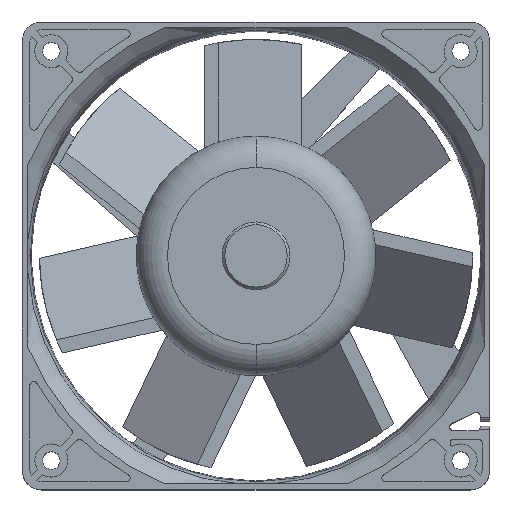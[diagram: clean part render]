
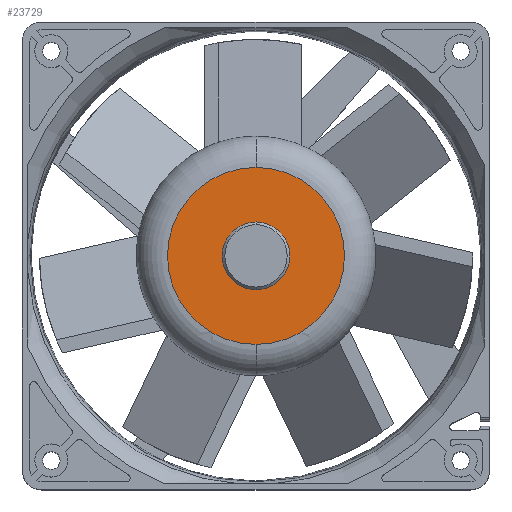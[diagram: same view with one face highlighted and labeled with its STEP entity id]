
A CAD part, top view. The second image highlights one B-rep face of the part: STEP entity #23729.
In plain terms, the highlighted planar face has unit normal (0, 0, 1).
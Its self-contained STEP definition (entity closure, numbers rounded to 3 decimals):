
#21408=CARTESIAN_POINT('',(0.,0.,0.4));
#21409=DIRECTION('',(0.,0.,-1.));
#21410=DIRECTION('',(0.,-1.,0.));
#21411=AXIS2_PLACEMENT_3D('',#21408,#21409,#21410);
#21413=CARTESIAN_POINT('',(0.,0.,0.4));
#21414=DIRECTION('',(0.,0.,-1.));
#21415=DIRECTION('',(0.,1.,0.));
#21416=AXIS2_PLACEMENT_3D('',#21413,#21414,#21415);
#21418=CARTESIAN_POINT('',(0.,0.,0.4));
#21419=DIRECTION('',(0.,0.,1.));
#21420=DIRECTION('',(0.,-1.,0.));
#21421=AXIS2_PLACEMENT_3D('',#21418,#21419,#21420);
#21423=CARTESIAN_POINT('',(0.,0.,0.4));
#21424=DIRECTION('',(0.,0.,1.));
#21425=DIRECTION('',(0.,1.,0.));
#21426=AXIS2_PLACEMENT_3D('',#21423,#21424,#21425);
#21677=CARTESIAN_POINT('',(0.,-22.7,0.4));
#21678=VERTEX_POINT('',#21677);
#21679=CARTESIAN_POINT('',(0.,22.7,0.4));
#21680=VERTEX_POINT('',#21679);
#21763=CARTESIAN_POINT('',(0.,-8.7,0.4));
#21764=CARTESIAN_POINT('',(0.,8.7,0.4));
#21765=VERTEX_POINT('',#21763);
#21766=VERTEX_POINT('',#21764);
#23714=CARTESIAN_POINT('',(0.,0.,0.4));
#23715=DIRECTION('',(0.,0.,-1.));
#23716=DIRECTION('',(0.,-1.,0.));
#23717=AXIS2_PLACEMENT_3D('',#23714,#23715,#23716);
#23718=PLANE('',#23717);
#23719=ORIENTED_EDGE('',*,*,#23607,.T.);
#23720=ORIENTED_EDGE('',*,*,#22298,.T.);
#23721=EDGE_LOOP('',(#23719,#23720));
#23722=FACE_OUTER_BOUND('',#23721,.F.);
#23724=ORIENTED_EDGE('',*,*,#23723,.T.);
#23726=ORIENTED_EDGE('',*,*,#23725,.T.);
#23727=EDGE_LOOP('',(#23724,#23726));
#23728=FACE_BOUND('',#23727,.F.);
#23729=ADVANCED_FACE('',(#23722,#23728),#23718,.F.);
#21412=CIRCLE('',#21411,22.7);
#21417=CIRCLE('',#21416,22.7);
#21422=CIRCLE('',#21421,8.7);
#21427=CIRCLE('',#21426,8.7);
#22298=EDGE_CURVE('',#21680,#21678,#21417,.T.);
#23607=EDGE_CURVE('',#21678,#21680,#21412,.T.);
#23723=EDGE_CURVE('',#21765,#21766,#21422,.T.);
#23725=EDGE_CURVE('',#21766,#21765,#21427,.T.);
